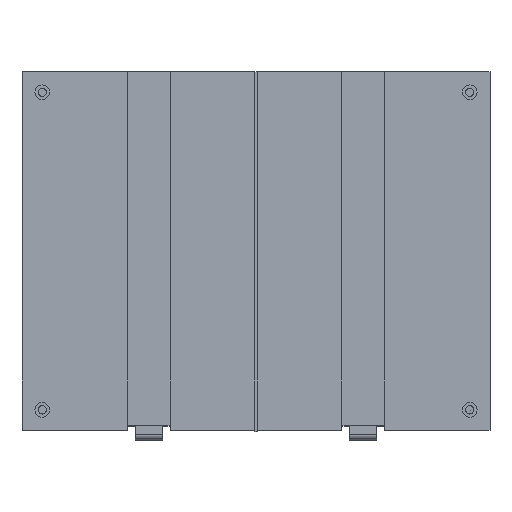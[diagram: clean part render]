
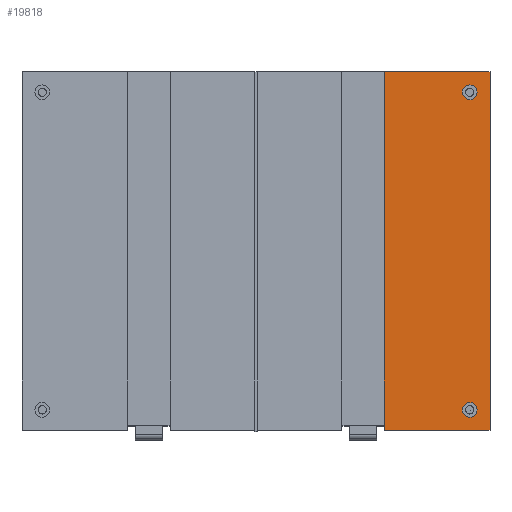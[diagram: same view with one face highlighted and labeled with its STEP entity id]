
A CAD part, top view. The second image highlights one B-rep face of the part: STEP entity #19818.
In plain terms, the highlighted planar face has unit normal (0, 0, 1).
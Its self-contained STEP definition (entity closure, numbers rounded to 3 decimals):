
#609=FACE_BOUND('',#3569,.T.);
#610=FACE_BOUND('',#3570,.T.);
#1221=PLANE('',#21770);
#2232=FACE_OUTER_BOUND('',#3568,.T.);
#3568=EDGE_LOOP('',(#17997,#17998,#17999,#18000));
#3569=EDGE_LOOP('',(#18001));
#3570=EDGE_LOOP('',(#18002));
#5501=LINE('',#32954,#7560);
#5502=LINE('',#32956,#7561);
#5503=LINE('',#32958,#7562);
#5504=LINE('',#32959,#7563);
#7560=VECTOR('',#26962,10.);
#7561=VECTOR('',#26963,10.);
#7562=VECTOR('',#26964,10.);
#7563=VECTOR('',#26965,10.);
#8460=CIRCLE('',#21744,2.6);
#8466=CIRCLE('',#21754,2.6);
#10115=VERTEX_POINT('',#32862);
#10121=VERTEX_POINT('',#32880);
#10148=VERTEX_POINT('',#32952);
#10149=VERTEX_POINT('',#32953);
#10150=VERTEX_POINT('',#32955);
#10151=VERTEX_POINT('',#32957);
#12757=EDGE_CURVE('',#10115,#10115,#8460,.T.);
#12765=EDGE_CURVE('',#10121,#10121,#8466,.T.);
#12800=EDGE_CURVE('',#10148,#10149,#5501,.T.);
#12801=EDGE_CURVE('',#10148,#10150,#5502,.F.);
#12802=EDGE_CURVE('',#10151,#10150,#5503,.T.);
#12803=EDGE_CURVE('',#10151,#10149,#5504,.F.);
#17997=ORIENTED_EDGE('',*,*,#12800,.F.);
#17998=ORIENTED_EDGE('',*,*,#12801,.T.);
#17999=ORIENTED_EDGE('',*,*,#12802,.F.);
#18000=ORIENTED_EDGE('',*,*,#12803,.T.);
#18001=ORIENTED_EDGE('',*,*,#12757,.T.);
#18002=ORIENTED_EDGE('',*,*,#12765,.T.);
#19818=ADVANCED_FACE('',(#2232,#609,#610),#1221,.T.);
#21744=AXIS2_PLACEMENT_3D('',#32863,#26878,#26879);
#21754=AXIS2_PLACEMENT_3D('',#32881,#26900,#26901);
#21770=AXIS2_PLACEMENT_3D('',#32951,#26960,#26961);
#26878=DIRECTION('center_axis',(0.,0.,-1.));
#26879=DIRECTION('ref_axis',(-1.,0.,0.));
#26900=DIRECTION('center_axis',(0.,0.,-1.));
#26901=DIRECTION('ref_axis',(-1.,0.,0.));
#26960=DIRECTION('center_axis',(0.,0.,1.));
#26961=DIRECTION('ref_axis',(0.,-1.,0.));
#26962=DIRECTION('',(1.,0.,0.));
#26963=DIRECTION('',(0.,1.,0.));
#26964=DIRECTION('',(-1.,0.,0.));
#26965=DIRECTION('',(0.,-1.,0.));
#32862=CARTESIAN_POINT('',(88.418,-35.9,31.));
#32863=CARTESIAN_POINT('Origin',(85.818,-35.9,31.));
#32880=CARTESIAN_POINT('',(88.418,76.736,31.));
#32881=CARTESIAN_POINT('Origin',(85.818,76.736,31.));
#32951=CARTESIAN_POINT('Origin',(0.,0.,31.));
#32952=CARTESIAN_POINT('',(55.5,84.,31.));
#32953=CARTESIAN_POINT('',(93.,84.,31.));
#32954=CARTESIAN_POINT('',(0.,84.,31.));
#32955=CARTESIAN_POINT('',(55.5,-43.082,31.));
#32956=CARTESIAN_POINT('',(55.5,-0.188,31.));
#32957=CARTESIAN_POINT('',(93.,-43.082,31.));
#32958=CARTESIAN_POINT('',(-34.,-43.082,31.));
#32959=CARTESIAN_POINT('',(93.,-21.5,31.));
